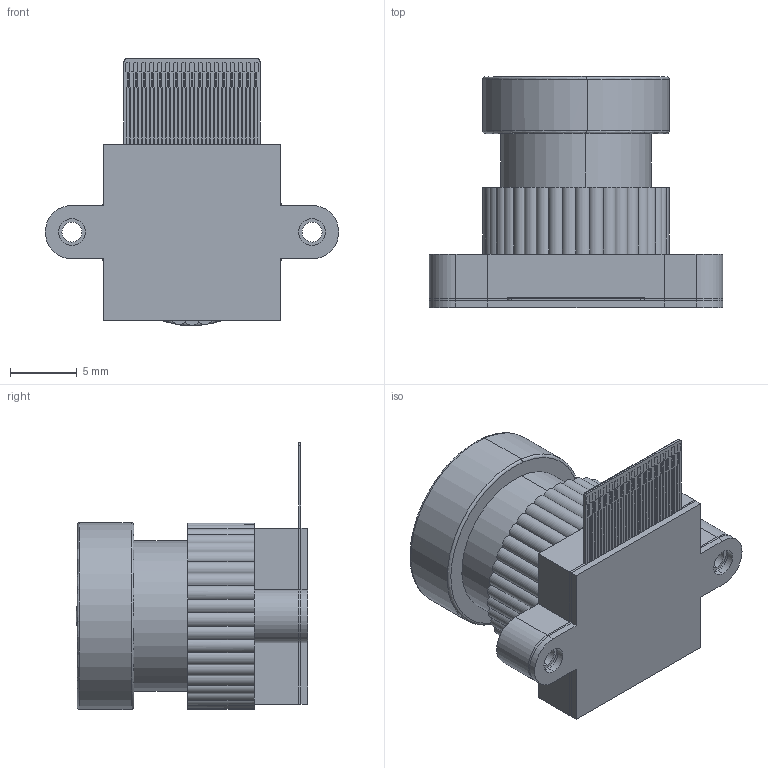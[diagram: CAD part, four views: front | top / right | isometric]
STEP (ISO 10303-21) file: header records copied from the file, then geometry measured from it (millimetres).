
FILE_DESCRIPTION (( 'STEP AP214' ), '1' );
FILE_NAME ('Camera Module [Arducam PY064W].STEP', '2023-02-13T07:55:26+00:00', 'Stefan Hamminga', '', '', '', '');
FILE_SCHEMA (( 'AUTOMOTIVE_DESIGN' ));
Length unit declared in the file: millimetre
Products named in the file (4): Lens [Arducam LN013]; Lens Holder M12 x 12 P18; Camera Module [Arducam PY064W]; Part2^Camera Module [Arducam PY064W]
Assembly tree (3 placements, depth 2):
  Camera Module [Arducam PY064W]
    Lens Holder M12 x 12 P18
    Part2^Camera Module [Arducam PY064W]
    Lens [Arducam LN013]
Bounding box: 22 x 17.38 x 20.03 mm (x, y, z)
Volume: 1632.8 mm3; surface area: 3396.3 mm2
Topology: 5 solids, 6 shells, 242 faces, 962 edges, 770 vertices
Faces by surface type: plane 113, cylinder 107, bspline 16, cone 6
Entity records: 15147 total; most frequent: CARTESIAN_POINT 6200, ORIENTED_EDGE 1924, DIRECTION 1578, EDGE_CURVE 962, VERTEX_POINT 770, VECTOR 636, LINE 636, AXIS2_PLACEMENT_3D 471
